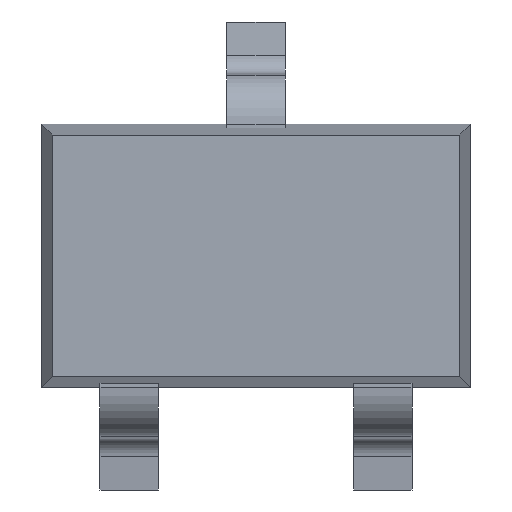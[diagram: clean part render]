
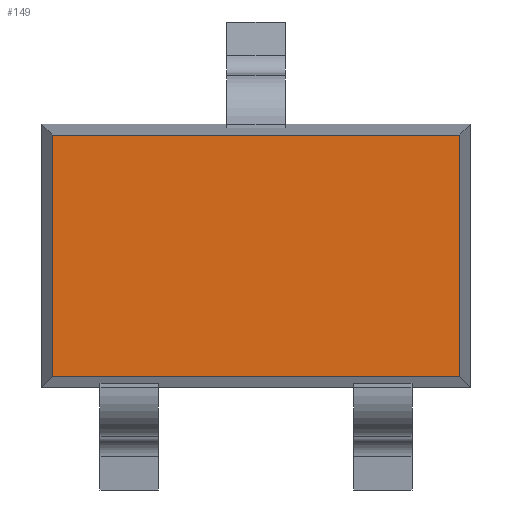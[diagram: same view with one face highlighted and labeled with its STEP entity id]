
A CAD part, top view. The second image highlights one B-rep face of the part: STEP entity #149.
In plain terms, the highlighted planar face has unit normal (0, 0, 1).
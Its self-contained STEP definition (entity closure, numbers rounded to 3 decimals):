
#4 = LINE ( 'NONE', #108, #5 ) ;
#5 = VECTOR ( 'NONE', #109, 1000. ) ;
#6 = LINE ( 'NONE', #106, #12 ) ;
#12 = VECTOR ( 'NONE', #114, 1000. ) ;
#15 = LINE ( 'NONE', #119, #18 ) ;
#18 = VECTOR ( 'NONE', #120, 1000. ) ;
#102 = CARTESIAN_POINT ( 'NONE',  ( -1.044, 0.675, 1.1 ) ) ;
#104 = DIRECTION ( 'NONE',  ( 0., -1., 0. ) ) ;
#106 = CARTESIAN_POINT ( 'NONE',  ( 1.1, -0.619, 1.1 ) ) ;
#108 = CARTESIAN_POINT ( 'NONE',  ( 1.1, 0.619, 1.1 ) ) ;
#109 = DIRECTION ( 'NONE',  ( -1., 0., 0. ) ) ;
#114 = DIRECTION ( 'NONE',  ( 1., 0., 0. ) ) ;
#119 = CARTESIAN_POINT ( 'NONE',  ( 1.044, 0.675, 1.1 ) ) ;
#120 = DIRECTION ( 'NONE',  ( 0., 1., 0. ) ) ;
#149 = ADVANCED_FACE ( 'NONE', ( #895 ), #1525, .F. ) ;
#389 = EDGE_CURVE ( 'NONE', #671, #672, #916, .T. ) ;
#392 = EDGE_CURVE ( 'NONE', #670, #671, #4, .T. ) ;
#395 = EDGE_CURVE ( 'NONE', #672, #668, #6, .T. ) ;
#399 = CARTESIAN_POINT ( 'NONE',  ( 1.044, -0.619, 1.1 ) ) ;
#401 = CARTESIAN_POINT ( 'NONE',  ( -1.044, -0.619, 1.1 ) ) ;
#402 = CARTESIAN_POINT ( 'NONE',  ( 1.044, 0.619, 1.1 ) ) ;
#405 = CARTESIAN_POINT ( 'NONE',  ( -1.044, 0.619, 1.1 ) ) ;
#458 = EDGE_LOOP ( 'NONE', ( #501, #1497, #1496, #1498 ) ) ;
#501 = ORIENTED_EDGE ( 'NONE', *, *, #538, .T. ) ;
#538 = EDGE_CURVE ( 'NONE', #668, #670, #15, .T. ) ;
#668 = VERTEX_POINT ( 'NONE', #399 ) ;
#670 = VERTEX_POINT ( 'NONE', #402 ) ;
#671 = VERTEX_POINT ( 'NONE', #405 ) ;
#672 = VERTEX_POINT ( 'NONE', #401 ) ;
#895 = FACE_OUTER_BOUND ( 'NONE', #458, .T. ) ;
#916 = LINE ( 'NONE', #102, #919 ) ;
#919 = VECTOR ( 'NONE', #104, 1000. ) ;
#1496 = ORIENTED_EDGE ( 'NONE', *, *, #389, .T. ) ;
#1497 = ORIENTED_EDGE ( 'NONE', *, *, #392, .T. ) ;
#1498 = ORIENTED_EDGE ( 'NONE', *, *, #395, .T. ) ;
#1525 = PLANE ( 'NONE',  #1551 ) ;
#1545 = CARTESIAN_POINT ( 'NONE',  ( 1.1, 0.675, 1.1 ) ) ;
#1546 = DIRECTION ( 'NONE',  ( 0., 0., -1. ) ) ;
#1547 = DIRECTION ( 'NONE',  ( -1., 0., 0. ) ) ;
#1551 = AXIS2_PLACEMENT_3D ( 'NONE', #1545, #1546, #1547 ) ;
